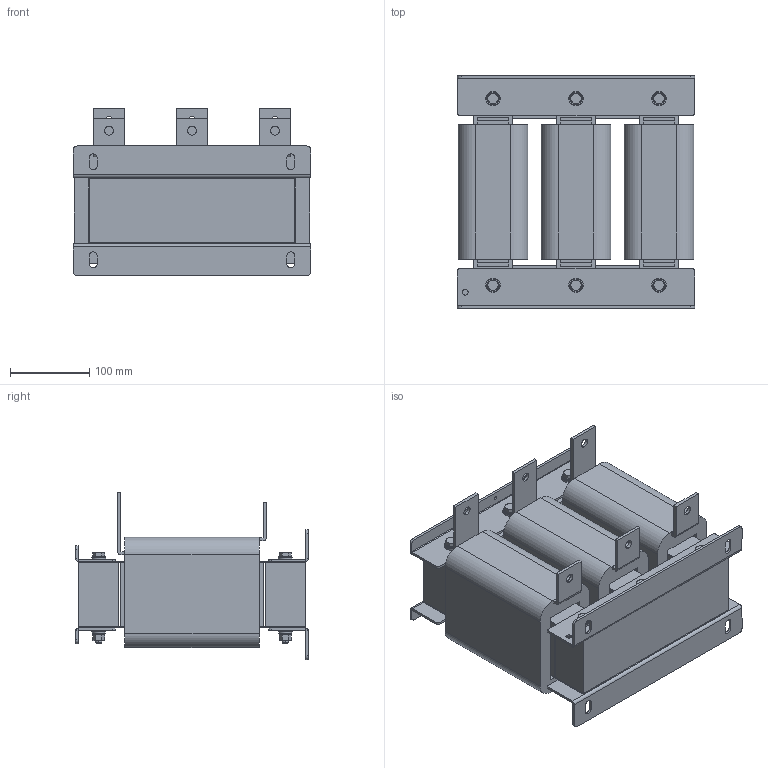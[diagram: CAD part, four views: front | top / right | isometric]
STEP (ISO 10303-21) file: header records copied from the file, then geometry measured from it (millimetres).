
FILE_DESCRIPTION (( 'STEP AP214' ), '1' );
FILE_NAME ('ACL-500-4.4V 軞蚾饜极.STEP', '2025-05-06T02:35:04', ( '' ), ( '' ), 'SwSTEP 2.0', 'SolidWorks 2024', '' );
FILE_SCHEMA (( 'AUTOMOTIVE_DESIGN' ));
Length unit declared in the file: millimetre
Products named in the file (12): 线圈ACL-500A-4.4V; 直径8T字型绝缘垫; 下支架300-50-40-3; 鞍形弹簧垫圈-GBT7245_8; 平垫圈_C级-GBT95_8; 上支架300-50-20-3; 柱铁50-81-90; ACL-500-4.4V 总装配体; 扼铁260-50-81; 1型六角螺母-GBT41_M8; 铝拉板50-286-1.5; 六角头螺栓-GBT5782_M8X110
Assembly tree (63 placements, depth 2):
  ACL-500-4.4V 总装配体
    扼铁260-50-81  x2
    铝拉板50-286-1.5  x6
    下支架300-50-40-3  x2
    直径8T字型绝缘垫  x12
    平垫圈_C级-GBT95_8  x12
    六角头螺栓-GBT5782_M8X110  x6
    鞍形弹簧垫圈-GBT7245_8  x6
    1型六角螺母-GBT41_M8  x6
    柱铁50-81-90  x6
    线圈ACL-500A-4.4V  x3
    上支架300-50-20-3  x2
Bounding box: 300 x 294 x 211.5 mm (x, y, z)
Volume: 8387788.7 mm3; surface area: 1205901.8 mm2
Topology: 63 solids, 63 shells, 862 faces, 2014 edges, 1308 vertices
Faces by surface type: plane 428, cylinder 326, cone 108
Entity records: 6699 total; most frequent: CARTESIAN_POINT 1177, DIRECTION 1142, ORIENTED_EDGE 952, EDGE_CURVE 476, AXIS2_PLACEMENT_3D 433, VERTEX_POINT 308, VECTOR 276, LINE 276
